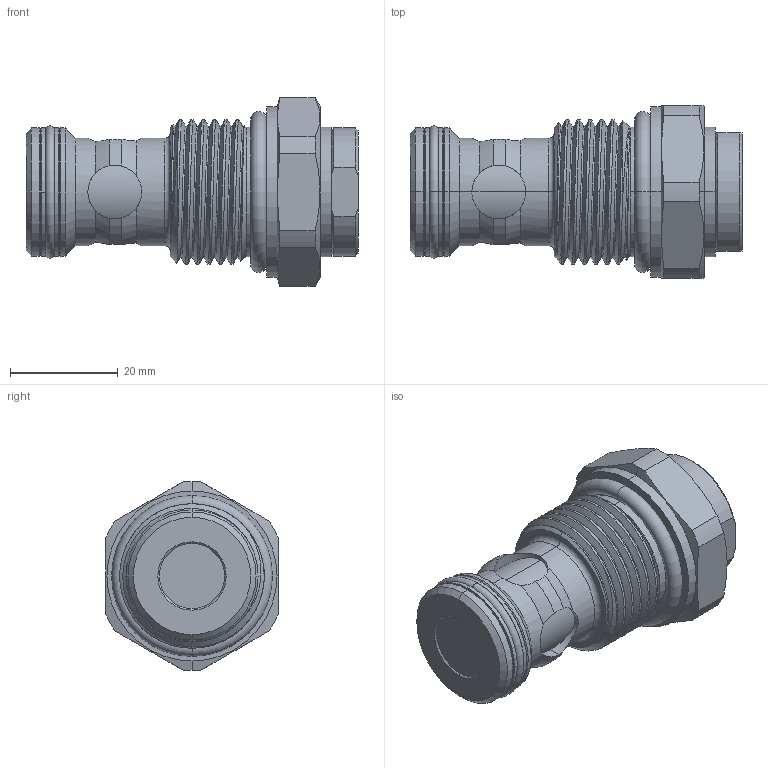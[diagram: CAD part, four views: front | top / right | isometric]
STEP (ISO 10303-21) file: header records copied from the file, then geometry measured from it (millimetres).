
FILE_DESCRIPTION (( 'STEP AP203' ), '1' );
FILE_NAME ('CV12WA22-N.STEP', '2024-05-21T01:07:43', ( '' ), ( '' ), 'SwSTEP 2.0', 'SolidWorks 2018', '' );
FILE_SCHEMA (( 'CONFIG_CONTROL_DESIGN' ));
Length unit declared in the file: millimetre
Products named in the file (1): CV12WA22-N
Bounding box: 61.7 x 32 x 35.1 mm (x, y, z)
Volume: 30487.4 mm3; surface area: 8098 mm2
Topology: 1 solids, 1 shells, 124 faces, 303 edges, 193 vertices
Faces by surface type: cylinder 62, cone 27, plane 22, torus 10, bspline 3
Entity records: 6037 total; most frequent: CARTESIAN_POINT 3176, ORIENTED_EDGE 606, DIRECTION 562, EDGE_CURVE 303, AXIS2_PLACEMENT_3D 241, VERTEX_POINT 193, EDGE_LOOP 136, FACE_OUTER_BOUND 124
